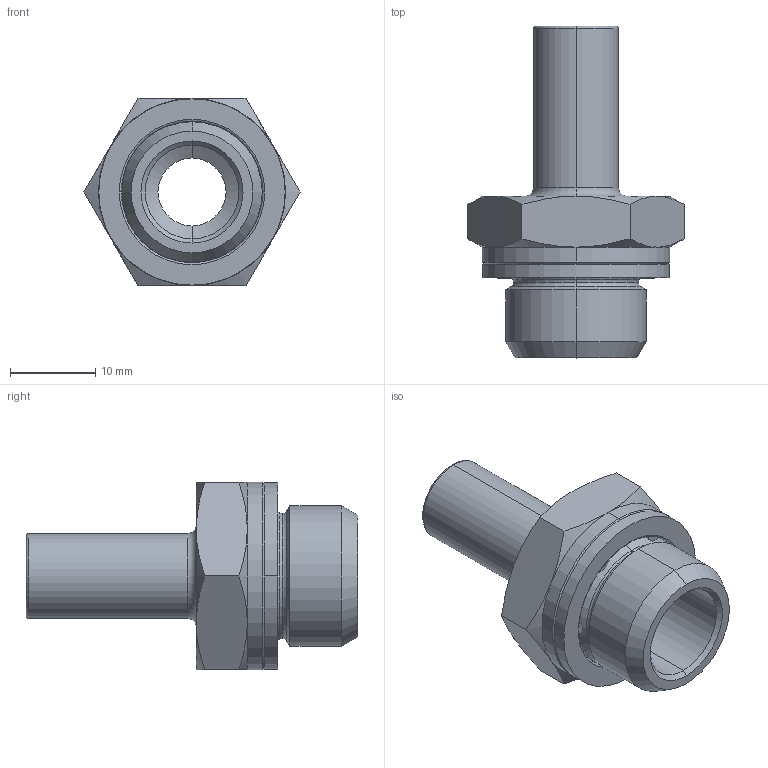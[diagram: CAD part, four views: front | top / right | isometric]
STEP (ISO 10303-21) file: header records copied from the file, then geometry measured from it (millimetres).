
FILE_DESCRIPTION (( 'STEP AP214' ), '1' );
FILE_NAME ('1353000007.step', '2012-10-16T21:08:10', ( '' ), ( '' ), 'SwSTEP 2.0', 'SolidWorks 2012', '' );
FILE_SCHEMA (( 'AUTOMOTIVE_DESIGN' ));
Length unit declared in the file: millimetre
Products named in the file (1): 1353000007
Bounding box: 25.4 x 39 x 22 mm (x, y, z)
Volume: 4888.1 mm3; surface area: 3999.7 mm2
Topology: 2 solids, 2 shells, 81 faces, 187 edges, 112 vertices
Faces by surface type: cone 24, plane 24, cylinder 21, torus 12
Entity records: 3353 total; most frequent: CARTESIAN_POINT 561, DIRECTION 421, ORIENTED_EDGE 374, AXIS2_PLACEMENT_3D 188, EDGE_CURVE 187, VERTEX_POINT 112, CIRCLE 106, EDGE_LOOP 87
